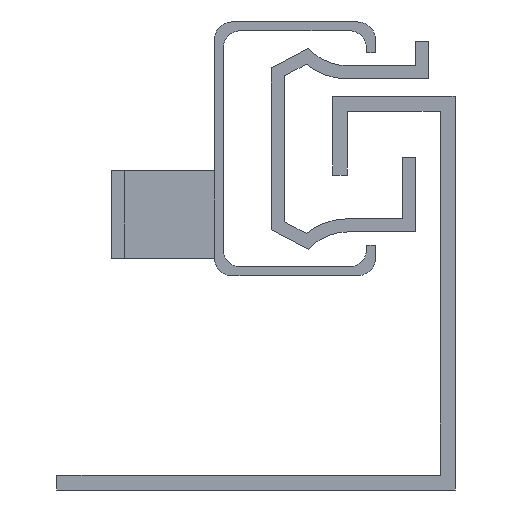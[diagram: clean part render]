
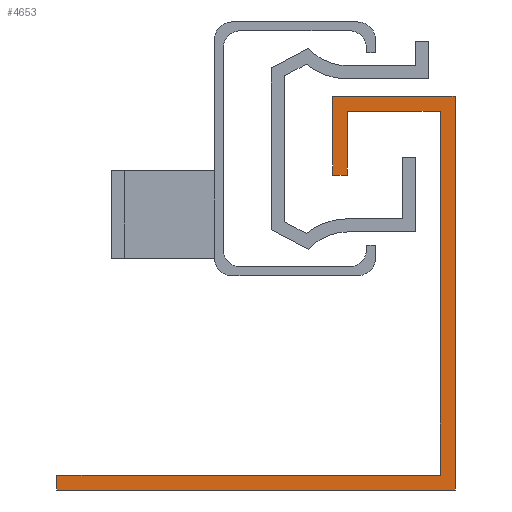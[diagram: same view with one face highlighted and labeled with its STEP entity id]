
A CAD part, left-side view. The second image highlights one B-rep face of the part: STEP entity #4653.
In plain terms, the highlighted planar face has unit normal (-1, 0, 0).
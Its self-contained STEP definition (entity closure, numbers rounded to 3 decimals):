
#113 = LINE ( 'NONE', #2655, #4920 ) ;
#128 = VERTEX_POINT ( 'NONE', #6018 ) ;
#383 = ORIENTED_EDGE ( 'NONE', *, *, #2192, .F. ) ;
#432 = ORIENTED_EDGE ( 'NONE', *, *, #5115, .F. ) ;
#544 = CARTESIAN_POINT ( 'NONE',  ( 0., 1.7, 43.3 ) ) ;
#599 = EDGE_CURVE ( 'NONE', #836, #3737, #1571, .T. ) ;
#836 = VERTEX_POINT ( 'NONE', #7047 ) ;
#1083 = FACE_OUTER_BOUND ( 'NONE', #5712, .T. ) ;
#1237 = ORIENTED_EDGE ( 'NONE', *, *, #1940, .F. ) ;
#1374 = ORIENTED_EDGE ( 'NONE', *, *, #599, .F. ) ;
#1571 = LINE ( 'NONE', #6559, #3672 ) ;
#1742 = DIRECTION ( 'NONE',  ( 0., 1., 0. ) ) ;
#1915 = ORIENTED_EDGE ( 'NONE', *, *, #4337, .F. ) ;
#1916 = VECTOR ( 'NONE', #3085, 1000. ) ;
#1940 = EDGE_CURVE ( 'NONE', #2461, #7428, #4182, .T. ) ;
#2095 = VERTEX_POINT ( 'NONE', #544 ) ;
#2161 = VECTOR ( 'NONE', #3493, 1000. ) ;
#2192 = EDGE_CURVE ( 'NONE', #5152, #2461, #6094, .T. ) ;
#2278 = CARTESIAN_POINT ( 'NONE',  ( 0., 14., 45. ) ) ;
#2328 = DIRECTION ( 'NONE',  ( 1., 0., 0. ) ) ;
#2402 = DIRECTION ( 'NONE',  ( 0., 0., -1. ) ) ;
#2461 = VERTEX_POINT ( 'NONE', #2728 ) ;
#2509 = CARTESIAN_POINT ( 'NONE',  ( 0., 12.3, 43.3 ) ) ;
#2516 = VECTOR ( 'NONE', #2402, 1000. ) ;
#2592 = DIRECTION ( 'NONE',  ( 0., 0., 1. ) ) ;
#2610 = DIRECTION ( 'NONE',  ( 0., -1., 0. ) ) ;
#2615 = ORIENTED_EDGE ( 'NONE', *, *, #8022, .F. ) ;
#2655 = CARTESIAN_POINT ( 'NONE',  ( 0., 45.5, 0. ) ) ;
#2728 = CARTESIAN_POINT ( 'NONE',  ( 0., 0., 45. ) ) ;
#2960 = CARTESIAN_POINT ( 'NONE',  ( 0., 0., 0. ) ) ;
#2973 = DIRECTION ( 'NONE',  ( 0., 0., -1. ) ) ;
#2986 = VERTEX_POINT ( 'NONE', #2509 ) ;
#3044 = LINE ( 'NONE', #5649, #4106 ) ;
#3085 = DIRECTION ( 'NONE',  ( 0., 0., 1. ) ) ;
#3161 = VERTEX_POINT ( 'NONE', #7467 ) ;
#3185 = VECTOR ( 'NONE', #6300, 1000. ) ;
#3264 = EDGE_CURVE ( 'NONE', #2986, #836, #8239, .T. ) ;
#3487 = DIRECTION ( 'NONE',  ( 0., 1., 0. ) ) ;
#3493 = DIRECTION ( 'NONE',  ( 0., -1., 0. ) ) ;
#3584 = PLANE ( 'NONE',  #4450 ) ;
#3672 = VECTOR ( 'NONE', #3487, 1000. ) ;
#3737 = VERTEX_POINT ( 'NONE', #5541 ) ;
#3788 = CARTESIAN_POINT ( 'NONE',  ( 0., 1.7, 43.3 ) ) ;
#3933 = LINE ( 'NONE', #6483, #4441 ) ;
#4106 = VECTOR ( 'NONE', #1742, 1000. ) ;
#4182 = LINE ( 'NONE', #6112, #6973 ) ;
#4337 = EDGE_CURVE ( 'NONE', #3737, #5152, #3933, .T. ) ;
#4377 = LINE ( 'NONE', #7476, #1916 ) ;
#4441 = VECTOR ( 'NONE', #2592, 1000. ) ;
#4450 = AXIS2_PLACEMENT_3D ( 'NONE', #2960, #2328, #4887 ) ;
#4497 = LINE ( 'NONE', #5801, #4783 ) ;
#4653 = ADVANCED_FACE ( 'NONE', ( #1083 ), #3584, .F. ) ;
#4783 = VECTOR ( 'NONE', #2610, 1000. ) ;
#4887 = DIRECTION ( 'NONE',  ( 0., 0., -1. ) ) ;
#4920 = VECTOR ( 'NONE', #5213, 1000. ) ;
#5115 = EDGE_CURVE ( 'NONE', #7141, #2095, #4377, .T. ) ;
#5152 = VERTEX_POINT ( 'NONE', #6893 ) ;
#5213 = DIRECTION ( 'NONE',  ( 0., 0., 1. ) ) ;
#5541 = CARTESIAN_POINT ( 'NONE',  ( 0., 14., 36. ) ) ;
#5609 = ORIENTED_EDGE ( 'NONE', *, *, #8118, .F. ) ;
#5649 = CARTESIAN_POINT ( 'NONE',  ( 0., 0., 0. ) ) ;
#5712 = EDGE_LOOP ( 'NONE', ( #383, #1915, #1374, #6316, #2615, #432, #5609, #6409, #6620, #1237 ) ) ;
#5801 = CARTESIAN_POINT ( 'NONE',  ( 0., 45.5, 1.7 ) ) ;
#5861 = CARTESIAN_POINT ( 'NONE',  ( 0., 1.7, 1.7 ) ) ;
#6018 = CARTESIAN_POINT ( 'NONE',  ( 0., 45.5, 1.7 ) ) ;
#6094 = LINE ( 'NONE', #2278, #2161 ) ;
#6112 = CARTESIAN_POINT ( 'NONE',  ( 0., 0., 45. ) ) ;
#6300 = DIRECTION ( 'NONE',  ( 0., 1., 0. ) ) ;
#6316 = ORIENTED_EDGE ( 'NONE', *, *, #3264, .F. ) ;
#6409 = ORIENTED_EDGE ( 'NONE', *, *, #8056, .F. ) ;
#6483 = CARTESIAN_POINT ( 'NONE',  ( 0., 14., 36. ) ) ;
#6559 = CARTESIAN_POINT ( 'NONE',  ( 0., 12.3, 36. ) ) ;
#6620 = ORIENTED_EDGE ( 'NONE', *, *, #7444, .F. ) ;
#6893 = CARTESIAN_POINT ( 'NONE',  ( 0., 14., 45. ) ) ;
#6939 = CARTESIAN_POINT ( 'NONE',  ( 0., 0., 0. ) ) ;
#6971 = LINE ( 'NONE', #3788, #3185 ) ;
#6973 = VECTOR ( 'NONE', #2973, 1000. ) ;
#7047 = CARTESIAN_POINT ( 'NONE',  ( 0., 12.3, 36. ) ) ;
#7141 = VERTEX_POINT ( 'NONE', #5861 ) ;
#7428 = VERTEX_POINT ( 'NONE', #6939 ) ;
#7444 = EDGE_CURVE ( 'NONE', #7428, #3161, #3044, .T. ) ;
#7467 = CARTESIAN_POINT ( 'NONE',  ( 0., 45.5, 0. ) ) ;
#7476 = CARTESIAN_POINT ( 'NONE',  ( 0., 1.7, 1.7 ) ) ;
#8022 = EDGE_CURVE ( 'NONE', #2095, #2986, #6971, .T. ) ;
#8056 = EDGE_CURVE ( 'NONE', #3161, #128, #113, .T. ) ;
#8118 = EDGE_CURVE ( 'NONE', #128, #7141, #4497, .T. ) ;
#8159 = CARTESIAN_POINT ( 'NONE',  ( 0., 12.3, 43.3 ) ) ;
#8239 = LINE ( 'NONE', #8159, #2516 ) ;
